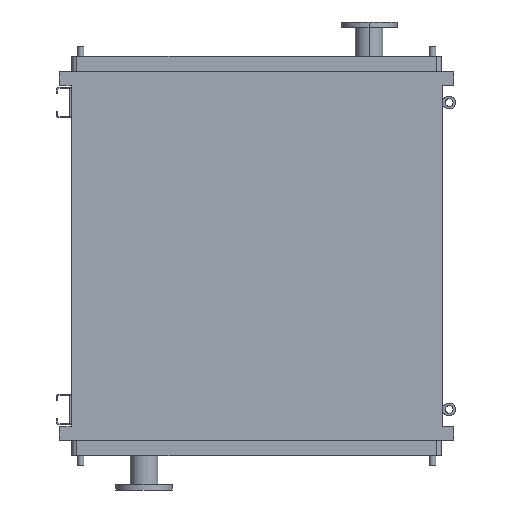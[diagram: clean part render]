
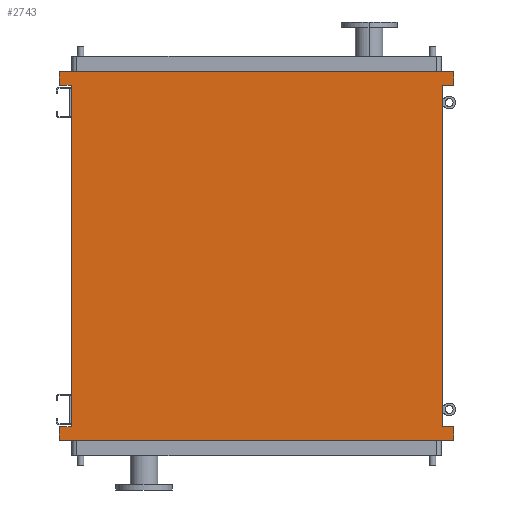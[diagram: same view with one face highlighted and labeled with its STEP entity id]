
A CAD part, front view. The second image highlights one B-rep face of the part: STEP entity #2743.
In plain terms, the highlighted planar face has unit normal (0, -1, 0).
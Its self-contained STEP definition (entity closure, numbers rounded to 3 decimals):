
#4 = CARTESIAN_POINT ( 'NONE',  ( 725., 0., -1293. ) ) ;
#28 = CARTESIAN_POINT ( 'NONE',  ( 725., 0., -1293. ) ) ;
#52 = CARTESIAN_POINT ( 'NONE',  ( 771., 0., 43. ) ) ;
#80 = PLANE ( 'NONE',  #6764 ) ;
#164 = EDGE_CURVE ( 'NONE', #7915, #1256, #3995, .T. ) ;
#167 = LINE ( 'NONE', #2119, #6426 ) ;
#172 = ORIENTED_EDGE ( 'NONE', *, *, #1746, .F. ) ;
#304 = ORIENTED_EDGE ( 'NONE', *, *, #7105, .F. ) ;
#341 = ORIENTED_EDGE ( 'NONE', *, *, #7273, .F. ) ;
#392 = DIRECTION ( 'NONE',  ( 0., 0., 1. ) ) ;
#491 = ORIENTED_EDGE ( 'NONE', *, *, #6315, .F. ) ;
#829 = CARTESIAN_POINT ( 'NONE',  ( 771., 0., -1345. ) ) ;
#929 = CARTESIAN_POINT ( 'NONE',  ( -771., 0., 43. ) ) ;
#1045 = ORIENTED_EDGE ( 'NONE', *, *, #6700, .F. ) ;
#1080 = LINE ( 'NONE', #6733, #3175 ) ;
#1227 = ORIENTED_EDGE ( 'NONE', *, *, #1414, .F. ) ;
#1256 = VERTEX_POINT ( 'NONE', #929 ) ;
#1414 = EDGE_CURVE ( 'NONE', #1256, #2819, #6788, .T. ) ;
#1487 = LINE ( 'NONE', #5898, #3735 ) ;
#1571 = ORIENTED_EDGE ( 'NONE', *, *, #6793, .T. ) ;
#1669 = CARTESIAN_POINT ( 'NONE',  ( 771., 0., -1293. ) ) ;
#1707 = VECTOR ( 'NONE', #7496, 1000. ) ;
#1746 = EDGE_CURVE ( 'NONE', #5679, #6994, #1080, .T. ) ;
#1766 = DIRECTION ( 'NONE',  ( 0., 0., -1. ) ) ;
#1775 = DIRECTION ( 'NONE',  ( 1., 0., 0. ) ) ;
#2037 = DIRECTION ( 'NONE',  ( 0., 0., 1. ) ) ;
#2075 = CARTESIAN_POINT ( 'NONE',  ( -725., 0., -1293. ) ) ;
#2119 = CARTESIAN_POINT ( 'NONE',  ( -725., 0., -1250. ) ) ;
#2346 = CARTESIAN_POINT ( 'NONE',  ( 771., 0., 43. ) ) ;
#2390 = LINE ( 'NONE', #6840, #2592 ) ;
#2438 = VECTOR ( 'NONE', #7636, 1000. ) ;
#2452 = VECTOR ( 'NONE', #1775, 1000. ) ;
#2592 = VECTOR ( 'NONE', #7373, 1000. ) ;
#2743 = ADVANCED_FACE ( 'NONE', ( #6283 ), #80, .T. ) ;
#2745 = CARTESIAN_POINT ( 'NONE',  ( -771., 0., 43. ) ) ;
#2800 = VERTEX_POINT ( 'NONE', #2075 ) ;
#2819 = VERTEX_POINT ( 'NONE', #6609 ) ;
#3034 = LINE ( 'NONE', #6151, #6844 ) ;
#3045 = CARTESIAN_POINT ( 'NONE',  ( -771., 0., 95. ) ) ;
#3064 = LINE ( 'NONE', #3561, #2452 ) ;
#3126 = CARTESIAN_POINT ( 'NONE',  ( -725., 0., -1250. ) ) ;
#3138 = EDGE_CURVE ( 'NONE', #5124, #5082, #1487, .T. ) ;
#3175 = VECTOR ( 'NONE', #3616, 1000. ) ;
#3451 = DIRECTION ( 'NONE',  ( -1., 0., 0. ) ) ;
#3561 = CARTESIAN_POINT ( 'NONE',  ( -771., 0., -1293. ) ) ;
#3616 = DIRECTION ( 'NONE',  ( -1., 0., 0. ) ) ;
#3735 = VECTOR ( 'NONE', #7099, 1000. ) ;
#3747 = VECTOR ( 'NONE', #392, 1000. ) ;
#3931 = ORIENTED_EDGE ( 'NONE', *, *, #8203, .F. ) ;
#3995 = LINE ( 'NONE', #2745, #5960 ) ;
#4107 = CARTESIAN_POINT ( 'NONE',  ( -771., 0., -1345. ) ) ;
#4399 = VERTEX_POINT ( 'NONE', #5884 ) ;
#4719 = VECTOR ( 'NONE', #1766, 1000. ) ;
#4838 = EDGE_LOOP ( 'NONE', ( #1571, #172, #1045, #341, #1227, #7239, #304, #491, #7501, #5055, #6917, #3931 ) ) ;
#5055 = ORIENTED_EDGE ( 'NONE', *, *, #3138, .F. ) ;
#5077 = DIRECTION ( 'NONE',  ( 0., -1., 0. ) ) ;
#5082 = VERTEX_POINT ( 'NONE', #4107 ) ;
#5124 = VERTEX_POINT ( 'NONE', #829 ) ;
#5490 = CARTESIAN_POINT ( 'NONE',  ( -771., 0., -1293. ) ) ;
#5507 = EDGE_CURVE ( 'NONE', #5082, #7346, #6212, .T. ) ;
#5679 = VERTEX_POINT ( 'NONE', #52 ) ;
#5730 = LINE ( 'NONE', #28, #2438 ) ;
#5884 = CARTESIAN_POINT ( 'NONE',  ( 771., 0., 95. ) ) ;
#5898 = CARTESIAN_POINT ( 'NONE',  ( 771., 0., -1345. ) ) ;
#5960 = VECTOR ( 'NONE', #3451, 1000. ) ;
#5971 = EDGE_CURVE ( 'NONE', #6975, #5124, #6782, .T. ) ;
#6151 = CARTESIAN_POINT ( 'NONE',  ( 771., 0., 95. ) ) ;
#6212 = LINE ( 'NONE', #7413, #3747 ) ;
#6283 = FACE_OUTER_BOUND ( 'NONE', #4838, .T. ) ;
#6315 = EDGE_CURVE ( 'NONE', #7346, #2800, #3064, .T. ) ;
#6426 = VECTOR ( 'NONE', #2037, 1000. ) ;
#6459 = CARTESIAN_POINT ( 'NONE',  ( 771., 0., -1293. ) ) ;
#6609 = CARTESIAN_POINT ( 'NONE',  ( -771., 0., 95. ) ) ;
#6692 = VECTOR ( 'NONE', #7280, 1000. ) ;
#6700 = EDGE_CURVE ( 'NONE', #4399, #5679, #8045, .T. ) ;
#6733 = CARTESIAN_POINT ( 'NONE',  ( 725., 0., 43. ) ) ;
#6764 = AXIS2_PLACEMENT_3D ( 'NONE', #3126, #5077, #7685 ) ;
#6782 = LINE ( 'NONE', #1669, #6692 ) ;
#6784 = CARTESIAN_POINT ( 'NONE',  ( 725., 0., 43. ) ) ;
#6788 = LINE ( 'NONE', #3045, #1707 ) ;
#6793 = EDGE_CURVE ( 'NONE', #7699, #6994, #2390, .T. ) ;
#6840 = CARTESIAN_POINT ( 'NONE',  ( 725., 0., -1250. ) ) ;
#6844 = VECTOR ( 'NONE', #7396, 1000. ) ;
#6917 = ORIENTED_EDGE ( 'NONE', *, *, #5971, .F. ) ;
#6975 = VERTEX_POINT ( 'NONE', #6459 ) ;
#6994 = VERTEX_POINT ( 'NONE', #6784 ) ;
#7099 = DIRECTION ( 'NONE',  ( -1., 0., 0. ) ) ;
#7105 = EDGE_CURVE ( 'NONE', #2800, #7915, #167, .T. ) ;
#7239 = ORIENTED_EDGE ( 'NONE', *, *, #164, .F. ) ;
#7273 = EDGE_CURVE ( 'NONE', #2819, #4399, #3034, .T. ) ;
#7280 = DIRECTION ( 'NONE',  ( 0., 0., -1. ) ) ;
#7346 = VERTEX_POINT ( 'NONE', #5490 ) ;
#7373 = DIRECTION ( 'NONE',  ( 0., 0., 1. ) ) ;
#7396 = DIRECTION ( 'NONE',  ( 1., 0., 0. ) ) ;
#7413 = CARTESIAN_POINT ( 'NONE',  ( -771., 0., -1345. ) ) ;
#7496 = DIRECTION ( 'NONE',  ( 0., 0., 1. ) ) ;
#7501 = ORIENTED_EDGE ( 'NONE', *, *, #5507, .F. ) ;
#7636 = DIRECTION ( 'NONE',  ( 1., 0., 0. ) ) ;
#7685 = DIRECTION ( 'NONE',  ( 0., 0., -1. ) ) ;
#7699 = VERTEX_POINT ( 'NONE', #4 ) ;
#7775 = CARTESIAN_POINT ( 'NONE',  ( -725., 0., 43. ) ) ;
#7915 = VERTEX_POINT ( 'NONE', #7775 ) ;
#8045 = LINE ( 'NONE', #2346, #4719 ) ;
#8203 = EDGE_CURVE ( 'NONE', #7699, #6975, #5730, .T. ) ;
